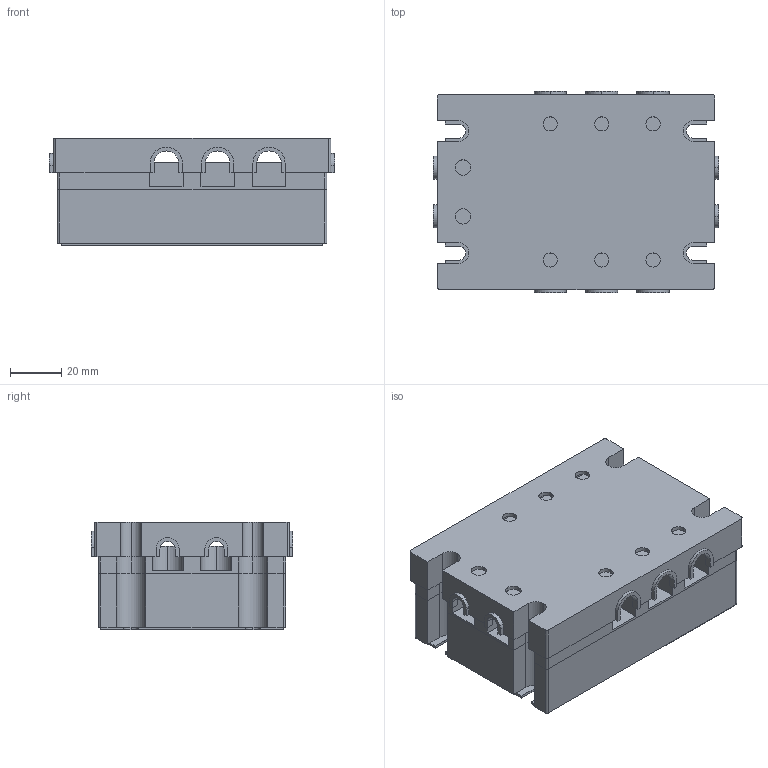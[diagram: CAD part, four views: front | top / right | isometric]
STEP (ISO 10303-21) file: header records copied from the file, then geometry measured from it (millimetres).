
FILE_DESCRIPTION (( 'STEP AP214' ), '1' );
FILE_NAME ('41CDG3-10-80.STEP', '2025-04-12T02:30:17', ( '' ), ( 'Microsoft' ), 'SwSTEP 2.0', 'SolidWorks 2014', '' );
FILE_SCHEMA (( 'AUTOMOTIVE_DESIGN' ));
Length unit declared in the file: millimetre
Products named in the file (4): 41CDG3-10-80; 芵隴欶; 俋褲; 菁釱
Assembly tree (3 placements, depth 2):
  41CDG3-10-80
    菁釱
    俋褲
    芵隴欶
Bounding box: 111 x 78.5 x 42 mm (x, y, z)
Volume: 235784.7 mm3; surface area: 71813.3 mm2
Topology: 3 solids, 3 shells, 292 faces, 850 edges, 564 vertices
Faces by surface type: plane 184, cylinder 108
Entity records: 9864 total; most frequent: CARTESIAN_POINT 1712, ORIENTED_EDGE 1700, DIRECTION 1662, EDGE_CURVE 850, VECTOR 634, LINE 634, VERTEX_POINT 564, AXIS2_PLACEMENT_3D 514
